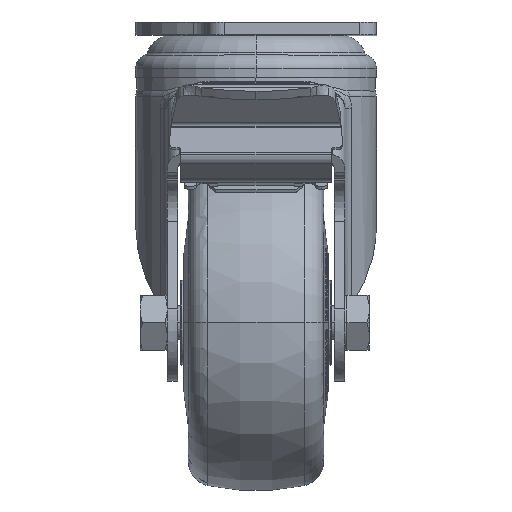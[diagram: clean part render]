
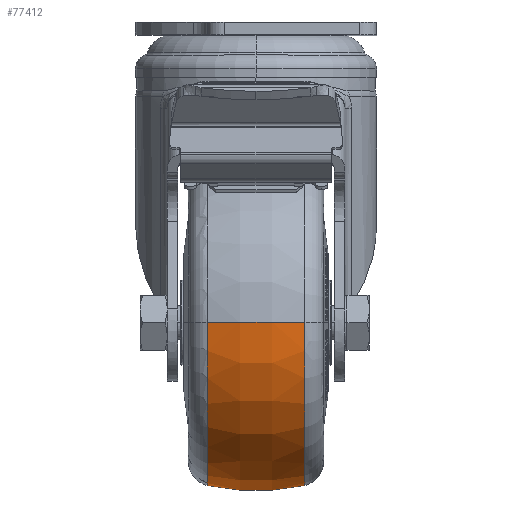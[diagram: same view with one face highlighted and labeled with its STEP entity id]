
A CAD part, top view. The second image highlights one B-rep face of the part: STEP entity #77412.
In plain terms, the highlighted toroidal (fillet/blend) face has major radius 5 mm and minor radius 45 mm.
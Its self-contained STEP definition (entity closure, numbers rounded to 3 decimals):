
#9516 = EDGE_CURVE ( 'NONE', #19323, #141584, #101890, .T. ) ;
#9568 = ORIENTED_EDGE ( 'NONE', *, *, #9516, .T. ) ;
#13722 = CARTESIAN_POINT ( 'NONE',  ( 0., 0., 5. ) ) ;
#14721 = AXIS2_PLACEMENT_3D ( 'NONE', #75944, #19791, #119397 ) ;
#19323 = VERTEX_POINT ( 'NONE', #84452 ) ;
#19791 = DIRECTION ( 'NONE',  ( 1., 0., 0. ) ) ;
#20975 = EDGE_CURVE ( 'NONE', #19323, #46571, #80205, .T. ) ;
#26756 = EDGE_CURVE ( 'NONE', #141584, #37708, #58451, .T. ) ;
#28065 = DIRECTION ( 'NONE',  ( 0., 0., -1. ) ) ;
#37708 = VERTEX_POINT ( 'NONE', #143144 ) ;
#46571 = VERTEX_POINT ( 'NONE', #135190 ) ;
#58451 = CIRCLE ( 'NONE', #76630, 45. ) ;
#61667 = CARTESIAN_POINT ( 'NONE',  ( 11.538, 0., 0. ) ) ;
#75944 = CARTESIAN_POINT ( 'NONE',  ( 0., 0., 0. ) ) ;
#76032 = DIRECTION ( 'NONE',  ( 0., 0., 1. ) ) ;
#76188 = CARTESIAN_POINT ( 'NONE',  ( -11.538, 0., 0. ) ) ;
#76630 = AXIS2_PLACEMENT_3D ( 'NONE', #13722, #113356, #28065 ) ;
#77412 = ADVANCED_FACE ( 'NONE', ( #138896 ), #125503, .T. ) ;
#77841 = DIRECTION ( 'NONE',  ( 0., 1., 0. ) ) ;
#80205 = CIRCLE ( 'NONE', #89888, 45. ) ;
#84452 = CARTESIAN_POINT ( 'NONE',  ( -11.538, 0., 38.496 ) ) ;
#89888 = AXIS2_PLACEMENT_3D ( 'NONE', #163035, #77841, #177281 ) ;
#90445 = DIRECTION ( 'NONE',  ( 0., 0., -1. ) ) ;
#92405 = ORIENTED_EDGE ( 'NONE', *, *, #20975, .F. ) ;
#101890 = CIRCLE ( 'NONE', #114003, 38.496 ) ;
#105493 = CIRCLE ( 'NONE', #115115, 38.496 ) ;
#113356 = DIRECTION ( 'NONE',  ( 0., -1., 0. ) ) ;
#114003 = AXIS2_PLACEMENT_3D ( 'NONE', #76188, #175671, #90445 ) ;
#115115 = AXIS2_PLACEMENT_3D ( 'NONE', #61667, #161225, #76032 ) ;
#119397 = DIRECTION ( 'NONE',  ( 0., 0., -1. ) ) ;
#125503 = TOROIDAL_SURFACE ( 'NONE', #14721, -5., 45. ) ;
#126224 = CARTESIAN_POINT ( 'NONE',  ( -11.538, 0., -38.496 ) ) ;
#129224 = EDGE_CURVE ( 'NONE', #37708, #46571, #105493, .T. ) ;
#131716 = ORIENTED_EDGE ( 'NONE', *, *, #129224, .T. ) ;
#132318 = EDGE_LOOP ( 'NONE', ( #92405, #9568, #133640, #131716 ) ) ;
#133640 = ORIENTED_EDGE ( 'NONE', *, *, #26756, .T. ) ;
#135190 = CARTESIAN_POINT ( 'NONE',  ( 11.538, 0., 38.496 ) ) ;
#138896 = FACE_OUTER_BOUND ( 'NONE', #132318, .T. ) ;
#141584 = VERTEX_POINT ( 'NONE', #126224 ) ;
#143144 = CARTESIAN_POINT ( 'NONE',  ( 11.538, 0., -38.496 ) ) ;
#161225 = DIRECTION ( 'NONE',  ( -1., 0., 0. ) ) ;
#163035 = CARTESIAN_POINT ( 'NONE',  ( 0., 0., -5. ) ) ;
#175671 = DIRECTION ( 'NONE',  ( 1., 0., 0. ) ) ;
#177281 = DIRECTION ( 'NONE',  ( 0., 0., 1. ) ) ;
